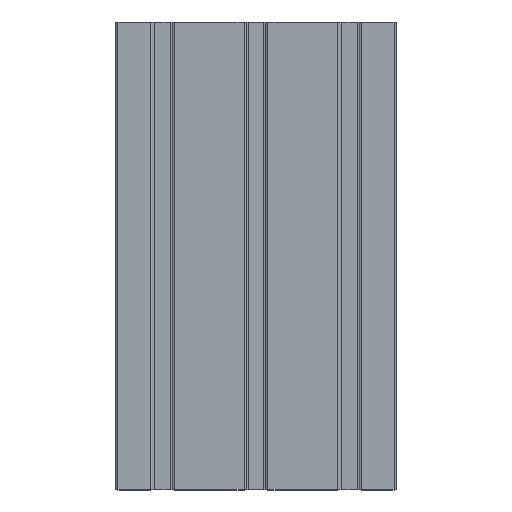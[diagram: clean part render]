
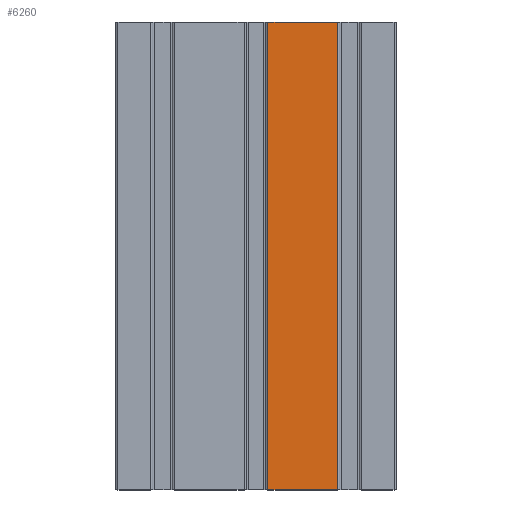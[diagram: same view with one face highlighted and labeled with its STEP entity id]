
A CAD part, top view. The second image highlights one B-rep face of the part: STEP entity #6260.
In plain terms, the highlighted planar face has unit normal (0, 0, 1).
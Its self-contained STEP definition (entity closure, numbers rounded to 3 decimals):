
#149=PLANE('',#6813);
#424=FACE_OUTER_BOUND('',#744,.T.);
#744=EDGE_LOOP('',(#4901,#4902,#4903,#4904));
#1302=LINE('',#10259,#1926);
#1303=LINE('',#10263,#1927);
#1304=LINE('',#10265,#1928);
#1305=LINE('',#10266,#1929);
#1926=VECTOR('',#8365,200.);
#1927=VECTOR('',#8370,29.8);
#1928=VECTOR('',#8371,200.);
#1929=VECTOR('',#8372,29.8);
#2875=VERTEX_POINT('',#10256);
#2876=VERTEX_POINT('',#10258);
#2877=VERTEX_POINT('',#10262);
#2878=VERTEX_POINT('',#10264);
#3731=EDGE_CURVE('',#2876,#2875,#1302,.T.);
#3733=EDGE_CURVE('',#2875,#2877,#1303,.T.);
#3734=EDGE_CURVE('',#2878,#2877,#1304,.T.);
#3735=EDGE_CURVE('',#2876,#2878,#1305,.T.);
#4901=ORIENTED_EDGE('',*,*,#3733,.T.);
#4902=ORIENTED_EDGE('',*,*,#3734,.F.);
#4903=ORIENTED_EDGE('',*,*,#3735,.F.);
#4904=ORIENTED_EDGE('',*,*,#3731,.T.);
#6260=ADVANCED_FACE('',(#424),#149,.T.);
#6813=AXIS2_PLACEMENT_3D('',#10261,#8368,#8369);
#8365=DIRECTION('',(0.,1.,0.));
#8368=DIRECTION('center_axis',(0.,0.,1.));
#8369=DIRECTION('ref_axis',(1.,0.,0.));
#8370=DIRECTION('',(-1.,0.,0.));
#8371=DIRECTION('',(0.,1.,0.));
#8372=DIRECTION('',(-1.,0.,0.));
#10256=CARTESIAN_POINT('',(34.9,200.,20.));
#10258=CARTESIAN_POINT('',(34.9,0.,20.));
#10259=CARTESIAN_POINT('',(34.9,0.,20.));
#10261=CARTESIAN_POINT('Origin',(5.1,0.,20.));
#10262=CARTESIAN_POINT('',(5.1,200.,20.));
#10263=CARTESIAN_POINT('',(2.55,200.,20.));
#10264=CARTESIAN_POINT('',(5.1,0.,20.));
#10265=CARTESIAN_POINT('',(5.1,0.,20.));
#10266=CARTESIAN_POINT('',(2.55,0.,20.));
